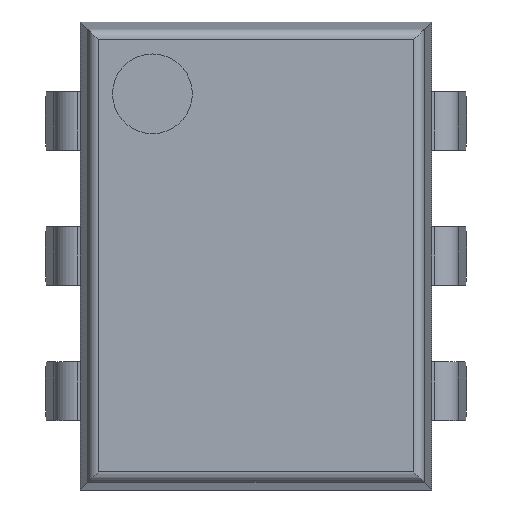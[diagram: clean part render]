
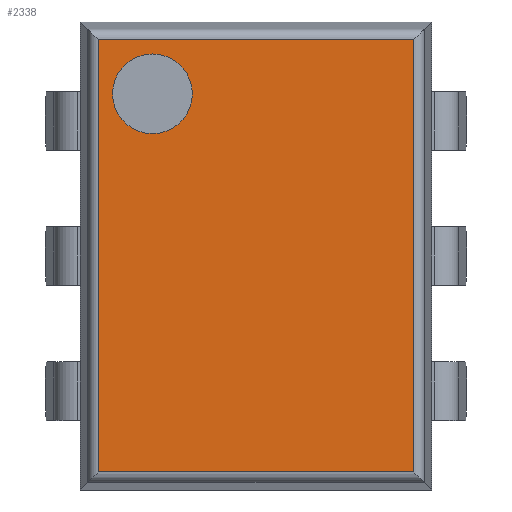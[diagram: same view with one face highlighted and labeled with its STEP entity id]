
A CAD part, top view. The second image highlights one B-rep face of the part: STEP entity #2338.
In plain terms, the highlighted planar face has unit normal (0, 0, 1).
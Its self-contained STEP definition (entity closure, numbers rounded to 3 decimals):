
#28=FACE_BOUND('',#328,.T.);
#29=CIRCLE('',#2507,0.75);
#60=PLANE('',#2506);
#187=FACE_OUTER_BOUND('',#327,.T.);
#327=EDGE_LOOP('',(#1678,#1679,#1680,#1681));
#328=EDGE_LOOP('',(#1682));
#476=LINE('',#3353,#781);
#479=LINE('',#3363,#784);
#481=LINE('',#3369,#786);
#483=LINE('',#3373,#788);
#781=VECTOR('',#2698,10.);
#784=VECTOR('',#2707,10.);
#786=VECTOR('',#2713,10.);
#788=VECTOR('',#2719,10.);
#1084=VERTEX_POINT('',#3351);
#1085=VERTEX_POINT('',#3352);
#1089=VERTEX_POINT('',#3362);
#1091=VERTEX_POINT('',#3368);
#1093=VERTEX_POINT('',#3382);
#1304=EDGE_CURVE('',#1084,#1085,#476,.T.);
#1309=EDGE_CURVE('',#1085,#1089,#479,.T.);
#1312=EDGE_CURVE('',#1089,#1091,#481,.T.);
#1315=EDGE_CURVE('',#1091,#1084,#483,.T.);
#1320=EDGE_CURVE('',#1093,#1093,#29,.T.);
#1678=ORIENTED_EDGE('',*,*,#1304,.F.);
#1679=ORIENTED_EDGE('',*,*,#1315,.F.);
#1680=ORIENTED_EDGE('',*,*,#1312,.F.);
#1681=ORIENTED_EDGE('',*,*,#1309,.F.);
#1682=ORIENTED_EDGE('',*,*,#1320,.T.);
#2338=ADVANCED_FACE('',(#187,#28),#60,.T.);
#2506=AXIS2_PLACEMENT_3D('',#3381,#2728,#2729);
#2507=AXIS2_PLACEMENT_3D('',#3383,#2730,#2731);
#2698=DIRECTION('',(-1.,0.,0.));
#2707=DIRECTION('',(0.,1.,0.));
#2713=DIRECTION('',(1.,0.,0.));
#2719=DIRECTION('',(0.,-1.,0.));
#2728=DIRECTION('center_axis',(0.,0.,1.));
#2729=DIRECTION('ref_axis',(1.,0.,0.));
#2730=DIRECTION('center_axis',(0.,0.,-1.));
#2731=DIRECTION('ref_axis',(-1.,0.,0.));
#3351=CARTESIAN_POINT('',(6.774,-6.604,4.));
#3352=CARTESIAN_POINT('',(0.846,-6.604,4.));
#3353=CARTESIAN_POINT('',(5.46,-6.604,4.));
#3362=CARTESIAN_POINT('',(0.846,1.524,4.));
#3363=CARTESIAN_POINT('',(0.846,-4.74,4.));
#3368=CARTESIAN_POINT('',(6.774,1.524,4.));
#3369=CARTESIAN_POINT('',(2.16,1.524,4.));
#3373=CARTESIAN_POINT('',(6.774,-0.34,4.));
#3381=CARTESIAN_POINT('Origin',(3.81,-2.54,4.));
#3382=CARTESIAN_POINT('',(2.613,0.507,4.));
#3383=CARTESIAN_POINT('Origin',(1.863,0.507,4.));
